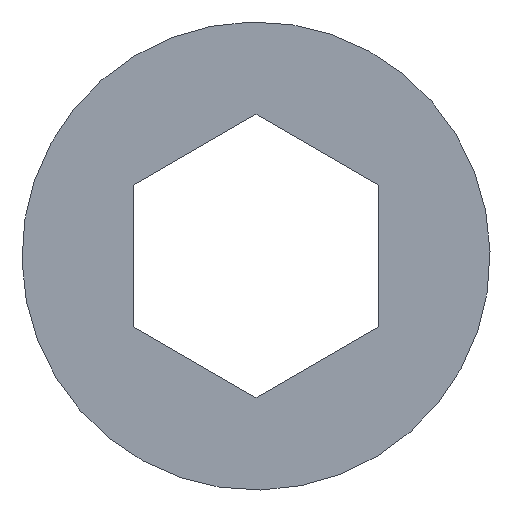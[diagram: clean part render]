
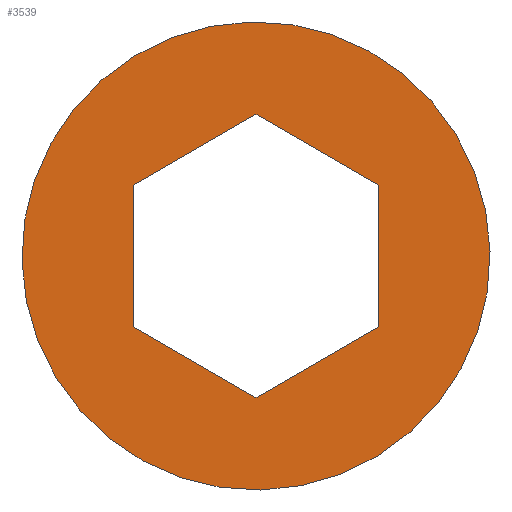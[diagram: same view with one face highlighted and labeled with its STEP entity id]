
A CAD part, front view. The second image highlights one B-rep face of the part: STEP entity #3539.
In plain terms, the highlighted planar face has unit normal (0, -1, 0).
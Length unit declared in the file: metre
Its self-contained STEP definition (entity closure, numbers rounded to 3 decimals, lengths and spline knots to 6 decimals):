
#186=CIRCLE('',#3829,0.012156);
#308=FACE_BOUND('',#590,.T.);
#390=FACE_OUTER_BOUND('',#589,.T.);
#589=EDGE_LOOP('',(#2795));
#590=EDGE_LOOP('',(#2796,#2797,#2798,#2799,#2800,#2801));
#707=LINE('',#5090,#1054);
#711=LINE('',#5098,#1058);
#714=LINE('',#5104,#1061);
#717=LINE('',#5110,#1064);
#720=LINE('',#5116,#1067);
#723=LINE('',#5121,#1070);
#1054=VECTOR('',#4035,0.01);
#1058=VECTOR('',#4041,0.01);
#1061=VECTOR('',#4046,0.01);
#1064=VECTOR('',#4051,0.01);
#1067=VECTOR('',#4056,0.01);
#1070=VECTOR('',#4061,0.01);
#1401=VERTEX_POINT('',#5088);
#1402=VERTEX_POINT('',#5089);
#1405=VERTEX_POINT('',#5097);
#1407=VERTEX_POINT('',#5103);
#1409=VERTEX_POINT('',#5109);
#1411=VERTEX_POINT('',#5115);
#1645=VERTEX_POINT('',#5858);
#1759=EDGE_CURVE('',#1401,#1402,#707,.T.);
#1763=EDGE_CURVE('',#1402,#1405,#711,.T.);
#1766=EDGE_CURVE('',#1405,#1407,#714,.T.);
#1769=EDGE_CURVE('',#1407,#1409,#717,.T.);
#1772=EDGE_CURVE('',#1409,#1411,#720,.T.);
#1775=EDGE_CURVE('',#1411,#1401,#723,.T.);
#2068=EDGE_CURVE('',#1645,#1645,#186,.T.);
#2795=ORIENTED_EDGE('',*,*,#2068,.F.);
#2796=ORIENTED_EDGE('',*,*,#1769,.T.);
#2797=ORIENTED_EDGE('',*,*,#1772,.T.);
#2798=ORIENTED_EDGE('',*,*,#1775,.T.);
#2799=ORIENTED_EDGE('',*,*,#1759,.T.);
#2800=ORIENTED_EDGE('',*,*,#1763,.T.);
#2801=ORIENTED_EDGE('',*,*,#1766,.T.);
#3434=PLANE('',#3830);
#3539=ADVANCED_FACE('',(#390,#308),#3434,.F.);
#3829=AXIS2_PLACEMENT_3D('',#5859,#4540,#4541);
#3830=AXIS2_PLACEMENT_3D('',#5861,#4543,#4544);
#4035=DIRECTION('',(-0.866,0.,-0.5));
#4041=DIRECTION('',(-0.866,0.,0.5));
#4046=DIRECTION('',(0.,0.,1.));
#4051=DIRECTION('',(0.866,0.,0.5));
#4056=DIRECTION('',(0.866,0.,-0.5));
#4061=DIRECTION('',(0.,0.,-1.));
#4540=DIRECTION('center_axis',(0.,1.,0.));
#4541=DIRECTION('ref_axis',(0.779,0.,-0.627));
#4543=DIRECTION('center_axis',(0.,1.,0.));
#4544=DIRECTION('ref_axis',(0.,0.,1.));
#5088=CARTESIAN_POINT('',(0.006375,-0.011275,-0.003681));
#5089=CARTESIAN_POINT('',(0.,-0.011275,-0.007362));
#5090=CARTESIAN_POINT('',(0.001594,-0.011275,-0.006441));
#5097=CARTESIAN_POINT('',(-0.006375,-0.011275,-0.003681));
#5098=CARTESIAN_POINT('',(-0.004782,-0.011275,-0.004601));
#5103=CARTESIAN_POINT('',(-0.006375,-0.011275,0.003681));
#5104=CARTESIAN_POINT('',(-0.006375,-0.011275,0.00184));
#5109=CARTESIAN_POINT('',(0.,-0.011275,0.007362));
#5110=CARTESIAN_POINT('',(-0.001594,-0.011275,0.006441));
#5115=CARTESIAN_POINT('',(0.006375,-0.011275,0.003681));
#5116=CARTESIAN_POINT('',(0.004782,-0.011275,0.004601));
#5121=CARTESIAN_POINT('',(0.006375,-0.011275,-0.00184));
#5858=CARTESIAN_POINT('',(-0.00947,-0.011275,0.007623));
#5859=CARTESIAN_POINT('Origin',(0.,-0.011275,0.));
#5861=CARTESIAN_POINT('Origin',(0.,-0.011275,0.));
